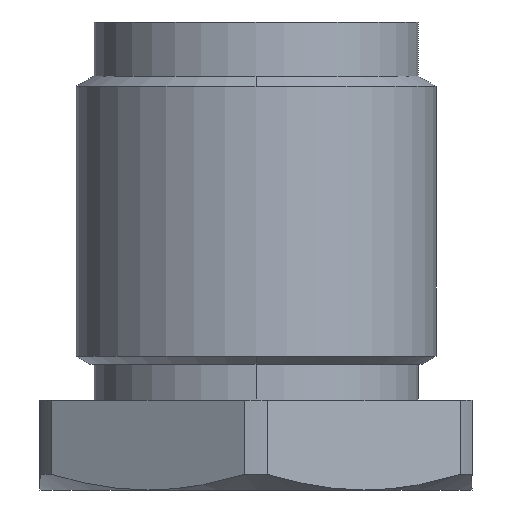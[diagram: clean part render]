
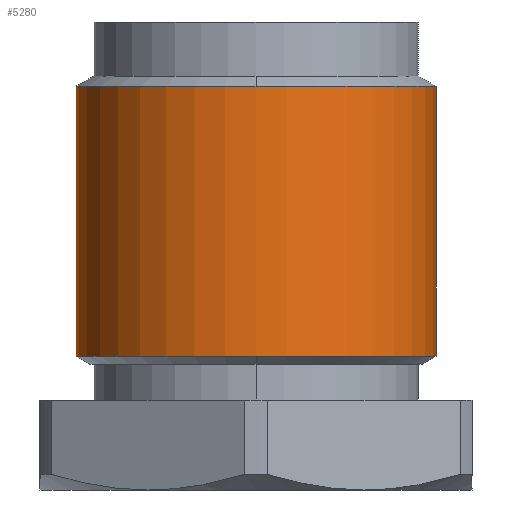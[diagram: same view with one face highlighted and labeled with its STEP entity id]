
A CAD part, left-side view. The second image highlights one B-rep face of the part: STEP entity #5280.
In plain terms, the highlighted cylindrical face has radius 10 mm (diameter 20 mm), a partial arc.
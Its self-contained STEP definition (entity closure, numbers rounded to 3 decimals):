
#4790=CARTESIAN_POINT('',(41.,46.,61.5));
#4800=DIRECTION('',(0.,0.,1.));
#4810=DIRECTION('',(0.,1.,0.));
#4820=AXIS2_PLACEMENT_3D('',#4790,#4800,#4810);
#4830=CYLINDRICAL_SURFACE('',#4820,10.);
#4840=CARTESIAN_POINT('',(41.,56.,61.5));
#4850=DIRECTION('',(0.,0.,1.));
#4860=VECTOR('',#4850,1.);
#4870=LINE('',#4840,#4860);
#4880=CARTESIAN_POINT('',(41.,56.,7.433));
#4890=VERTEX_POINT('',#4880);
#4900=CARTESIAN_POINT('',(41.,56.,22.423));
#4910=VERTEX_POINT('',#4900);
#4920=EDGE_CURVE('',#4890,#4910,#4870,.T.);
#4930=ORIENTED_EDGE('',*,*,#4920,.F.);
#4940=CARTESIAN_POINT('',(41.,46.,22.423));
#4950=DIRECTION('',(0.,0.,1.));
#4960=DIRECTION('',(1.,0.,0.));
#4970=AXIS2_PLACEMENT_3D('',#4940,#4950,#4960);
#4980=CIRCLE('',#4970,10.);
#4990=CARTESIAN_POINT('',(31.,46.,22.423));
#5000=VERTEX_POINT('',#4990);
#5010=EDGE_CURVE('',#4910,#5000,#4980,.T.);
#5020=ORIENTED_EDGE('',*,*,#5010,.F.);
#5030=CARTESIAN_POINT('',(41.,36.,22.423));
#5040=VERTEX_POINT('',#5030);
#5050=EDGE_CURVE('',#5000,#5040,#4980,.T.);
#5060=ORIENTED_EDGE('',*,*,#5050,.F.);
#5070=CARTESIAN_POINT('',(41.,36.,61.5));
#5080=DIRECTION('',(0.,0.,1.));
#5090=VECTOR('',#5080,1.);
#5100=LINE('',#5070,#5090);
#5110=CARTESIAN_POINT('',(41.,36.,7.433));
#5120=VERTEX_POINT('',#5110);
#5130=EDGE_CURVE('',#5120,#5040,#5100,.T.);
#5140=ORIENTED_EDGE('',*,*,#5130,.T.);
#5150=CARTESIAN_POINT('',(41.,46.,7.433));
#5160=DIRECTION('',(0.,0.,1.));
#5170=DIRECTION('',(1.,0.,0.));
#5180=AXIS2_PLACEMENT_3D('',#5150,#5160,#5170);
#5190=CIRCLE('',#5180,10.);
#5200=CARTESIAN_POINT('',(31.,46.,7.433));
#5210=VERTEX_POINT('',#5200);
#5220=EDGE_CURVE('',#5210,#5120,#5190,.T.);
#5230=ORIENTED_EDGE('',*,*,#5220,.T.);
#5240=EDGE_CURVE('',#4890,#5210,#5190,.T.);
#5250=ORIENTED_EDGE('',*,*,#5240,.T.);
#5260=EDGE_LOOP('',(#5250,#5230,#5140,#5060,#5020,#4930));
#5270=FACE_OUTER_BOUND('',#5260,.T.);
#5280=ADVANCED_FACE('',(#5270),#4830,.T.);
